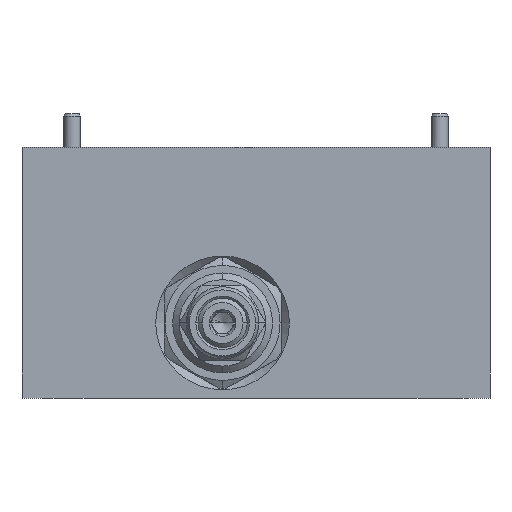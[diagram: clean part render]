
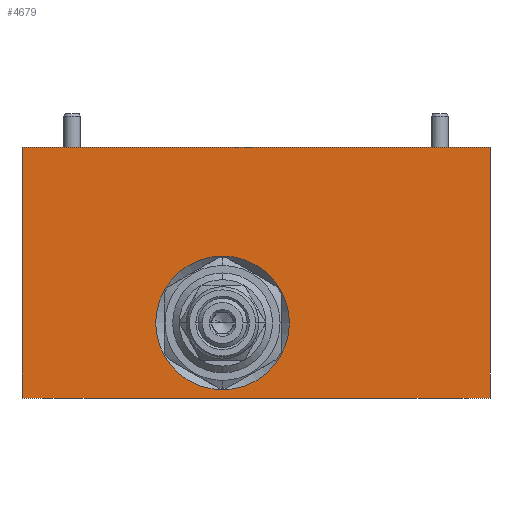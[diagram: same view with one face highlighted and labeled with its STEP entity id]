
A CAD part, front view. The second image highlights one B-rep face of the part: STEP entity #4679.
In plain terms, the highlighted planar face has unit normal (0, -1, 0).
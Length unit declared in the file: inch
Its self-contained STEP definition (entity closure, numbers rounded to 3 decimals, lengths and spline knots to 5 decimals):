
#5=DIRECTION('',(1.,0.,0.));
#6=VECTOR('',#5,3.5);
#7=CARTESIAN_POINT('',(0.,-4.75,0.));
#8=LINE('',#7,#6);
#623=DIRECTION('',(0.,0.,1.));
#624=VECTOR('',#623,1.875);
#625=CARTESIAN_POINT('',(3.5,-4.75,0.));
#626=LINE('',#625,#624);
#647=DIRECTION('',(0.,0.,1.));
#648=VECTOR('',#647,1.875);
#649=CARTESIAN_POINT('',(0.,-4.75,0.));
#650=LINE('',#649,#648);
#651=CARTESIAN_POINT('',(1.5,-4.75,0.562));
#652=DIRECTION('',(0.,1.,0.));
#653=DIRECTION('',(0.,0.,-1.));
#654=AXIS2_PLACEMENT_3D('',#651,#652,#653);
#656=CARTESIAN_POINT('',(1.5,-4.75,0.562));
#657=DIRECTION('',(0.,1.,0.));
#658=DIRECTION('',(0.,0.,1.));
#659=AXIS2_PLACEMENT_3D('',#656,#657,#658);
#673=DIRECTION('',(1.,0.,0.));
#674=VECTOR('',#673,3.5);
#675=CARTESIAN_POINT('',(0.,-4.75,1.875));
#676=LINE('',#675,#674);
#4149=CARTESIAN_POINT('',(0.,-4.75,0.));
#4151=VERTEX_POINT('',#4149);
#4152=CARTESIAN_POINT('',(3.5,-4.75,0.));
#4153=VERTEX_POINT('',#4152);
#4157=CARTESIAN_POINT('',(0.,-4.75,1.875));
#4159=VERTEX_POINT('',#4157);
#4160=CARTESIAN_POINT('',(3.5,-4.75,1.875));
#4161=VERTEX_POINT('',#4160);
#4304=CARTESIAN_POINT('',(1.5,-4.75,0.062));
#4305=VERTEX_POINT('',#4304);
#4306=CARTESIAN_POINT('',(1.5,-4.75,1.062));
#4307=VERTEX_POINT('',#4306);
#4661=CARTESIAN_POINT('',(0.,-4.75,0.));
#4662=DIRECTION('',(0.,-1.,0.));
#4663=DIRECTION('',(1.,0.,0.));
#4664=AXIS2_PLACEMENT_3D('',#4661,#4662,#4663);
#4665=PLANE('',#4664);
#4666=ORIENTED_EDGE('',*,*,#4507,.F.);
#4667=ORIENTED_EDGE('',*,*,#4610,.T.);
#4669=ORIENTED_EDGE('',*,*,#4668,.T.);
#4670=ORIENTED_EDGE('',*,*,#4641,.F.);
#4671=EDGE_LOOP('',(#4666,#4667,#4669,#4670));
#4672=FACE_OUTER_BOUND('',#4671,.F.);
#4674=ORIENTED_EDGE('',*,*,#4673,.F.);
#4676=ORIENTED_EDGE('',*,*,#4675,.F.);
#4677=EDGE_LOOP('',(#4674,#4676));
#4678=FACE_BOUND('',#4677,.F.);
#4679=ADVANCED_FACE('',(#4672,#4678),#4665,.T.);
#655=CIRCLE('',#654,0.5);
#660=CIRCLE('',#659,0.5);
#4507=EDGE_CURVE('',#4151,#4153,#8,.T.);
#4610=EDGE_CURVE('',#4151,#4159,#650,.T.);
#4641=EDGE_CURVE('',#4153,#4161,#626,.T.);
#4668=EDGE_CURVE('',#4159,#4161,#676,.T.);
#4673=EDGE_CURVE('',#4305,#4307,#655,.T.);
#4675=EDGE_CURVE('',#4307,#4305,#660,.T.);
